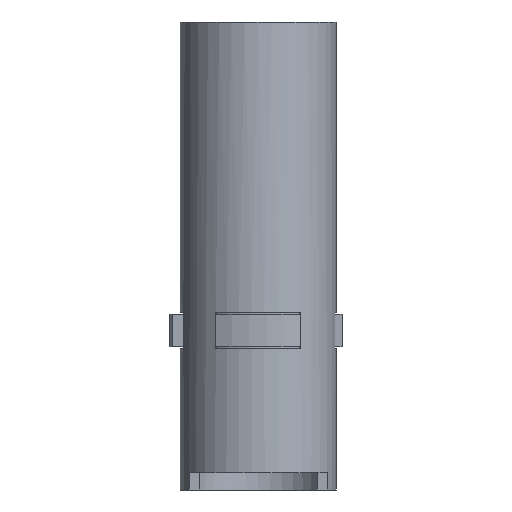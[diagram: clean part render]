
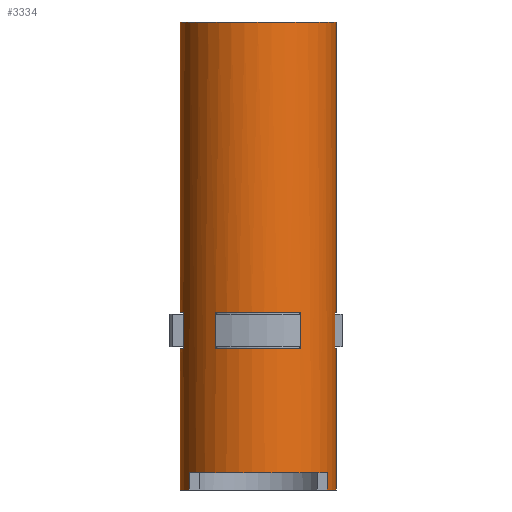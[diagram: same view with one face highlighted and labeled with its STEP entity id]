
A CAD part, front view. The second image highlights one B-rep face of the part: STEP entity #3334.
In plain terms, the highlighted cylindrical face has radius 4.5 mm (diameter 9 mm), a partial arc.
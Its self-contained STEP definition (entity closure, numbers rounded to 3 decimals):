
#65=FACE_BOUND('',#415,.T.);
#88=CYLINDRICAL_SURFACE('',#3600,4.5);
#119=CIRCLE('',#3564,4.5);
#122=CIRCLE('',#3568,4.5);
#123=CIRCLE('',#3570,4.5);
#132=CIRCLE('',#3582,4.5);
#133=CIRCLE('',#3584,4.5);
#134=CIRCLE('',#3587,4.5);
#135=CIRCLE('',#3589,4.5);
#136=CIRCLE('',#3592,4.5);
#137=CIRCLE('',#3595,4.5);
#138=CIRCLE('',#3598,4.5);
#216=FACE_OUTER_BOUND('',#414,.T.);
#414=EDGE_LOOP('',(#2424,#2425,#2426,#2427,#2428,#2429,#2430,#2431,#2432,
#2433,#2434,#2435,#2436,#2437,#2438,#2439));
#415=EDGE_LOOP('',(#2440,#2441,#2442,#2443));
#639=LINE('',#4889,#1041);
#641=LINE('',#4895,#1043);
#645=LINE('',#4904,#1047);
#651=LINE('',#4916,#1053);
#660=LINE('',#4959,#1062);
#664=LINE('',#4971,#1066);
#668=LINE('',#4982,#1070);
#670=LINE('',#4988,#1072);
#673=LINE('',#4995,#1075);
#675=LINE('',#5001,#1077);
#1041=VECTOR('',#3949,10.);
#1043=VECTOR('',#3953,10.);
#1047=VECTOR('',#3959,10.);
#1053=VECTOR('',#3967,10.);
#1062=VECTOR('',#4012,10.);
#1066=VECTOR('',#4026,10.);
#1070=VECTOR('',#4040,10.);
#1072=VECTOR('',#4048,10.);
#1075=VECTOR('',#4057,10.);
#1077=VECTOR('',#4065,10.);
#1437=VERTEX_POINT('',#4883);
#1439=VERTEX_POINT('',#4887);
#1440=VERTEX_POINT('',#4891);
#1442=VERTEX_POINT('',#4894);
#1444=VERTEX_POINT('',#4900);
#1446=VERTEX_POINT('',#4903);
#1449=VERTEX_POINT('',#4910);
#1451=VERTEX_POINT('',#4914);
#1452=VERTEX_POINT('',#4918);
#1455=VERTEX_POINT('',#4926);
#1466=VERTEX_POINT('',#4957);
#1467=VERTEX_POINT('',#4958);
#1468=VERTEX_POINT('',#4965);
#1469=VERTEX_POINT('',#4969);
#1470=VERTEX_POINT('',#4970);
#1471=VERTEX_POINT('',#4975);
#1472=VERTEX_POINT('',#4981);
#1473=VERTEX_POINT('',#4987);
#1474=VERTEX_POINT('',#4993);
#1475=VERTEX_POINT('',#4997);
#1771=EDGE_CURVE('',#1437,#1439,#639,.T.);
#1773=EDGE_CURVE('',#1442,#1440,#641,.T.);
#1777=EDGE_CURVE('',#1446,#1444,#645,.T.);
#1783=EDGE_CURVE('',#1449,#1451,#651,.T.);
#1784=EDGE_CURVE('',#1442,#1452,#119,.T.);
#1789=EDGE_CURVE('',#1455,#1439,#122,.T.);
#1790=EDGE_CURVE('',#1446,#1451,#123,.T.);
#1805=EDGE_CURVE('',#1466,#1467,#660,.T.);
#1808=EDGE_CURVE('',#1467,#1437,#132,.F.);
#1810=EDGE_CURVE('',#1440,#1468,#133,.F.);
#1811=EDGE_CURVE('',#1469,#1470,#664,.T.);
#1814=EDGE_CURVE('',#1470,#1471,#134,.F.);
#1816=EDGE_CURVE('',#1444,#1466,#135,.T.);
#1817=EDGE_CURVE('',#1468,#1472,#668,.T.);
#1819=EDGE_CURVE('',#1472,#1449,#136,.T.);
#1820=EDGE_CURVE('',#1471,#1473,#670,.T.);
#1822=EDGE_CURVE('',#1473,#1469,#137,.T.);
#1824=EDGE_CURVE('',#1455,#1474,#673,.T.);
#1826=EDGE_CURVE('',#1474,#1475,#138,.T.);
#1827=EDGE_CURVE('',#1475,#1452,#675,.T.);
#2424=ORIENTED_EDGE('',*,*,#1771,.T.);
#2425=ORIENTED_EDGE('',*,*,#1789,.F.);
#2426=ORIENTED_EDGE('',*,*,#1824,.T.);
#2427=ORIENTED_EDGE('',*,*,#1826,.T.);
#2428=ORIENTED_EDGE('',*,*,#1827,.T.);
#2429=ORIENTED_EDGE('',*,*,#1784,.F.);
#2430=ORIENTED_EDGE('',*,*,#1773,.T.);
#2431=ORIENTED_EDGE('',*,*,#1810,.T.);
#2432=ORIENTED_EDGE('',*,*,#1817,.T.);
#2433=ORIENTED_EDGE('',*,*,#1819,.T.);
#2434=ORIENTED_EDGE('',*,*,#1783,.T.);
#2435=ORIENTED_EDGE('',*,*,#1790,.F.);
#2436=ORIENTED_EDGE('',*,*,#1777,.T.);
#2437=ORIENTED_EDGE('',*,*,#1816,.T.);
#2438=ORIENTED_EDGE('',*,*,#1805,.T.);
#2439=ORIENTED_EDGE('',*,*,#1808,.T.);
#2440=ORIENTED_EDGE('',*,*,#1820,.T.);
#2441=ORIENTED_EDGE('',*,*,#1822,.T.);
#2442=ORIENTED_EDGE('',*,*,#1811,.T.);
#2443=ORIENTED_EDGE('',*,*,#1814,.T.);
#3334=ADVANCED_FACE('',(#216,#65),#88,.T.);
#3564=AXIS2_PLACEMENT_3D('',#4919,#3970,#3971);
#3568=AXIS2_PLACEMENT_3D('',#4928,#3980,#3981);
#3570=AXIS2_PLACEMENT_3D('',#4930,#3984,#3985);
#3582=AXIS2_PLACEMENT_3D('',#4963,#4017,#4018);
#3584=AXIS2_PLACEMENT_3D('',#4967,#4022,#4023);
#3587=AXIS2_PLACEMENT_3D('',#4976,#4031,#4032);
#3589=AXIS2_PLACEMENT_3D('',#4979,#4036,#4037);
#3592=AXIS2_PLACEMENT_3D('',#4985,#4044,#4045);
#3595=AXIS2_PLACEMENT_3D('',#4991,#4052,#4053);
#3598=AXIS2_PLACEMENT_3D('',#4999,#4061,#4062);
#3600=AXIS2_PLACEMENT_3D('',#5002,#4066,#4067);
#3949=DIRECTION('',(0.,0.,-1.));
#3953=DIRECTION('',(0.,0.,1.));
#3959=DIRECTION('',(0.,0.,-1.));
#3967=DIRECTION('',(0.,0.,1.));
#3970=DIRECTION('center_axis',(0.,0.,-1.));
#3971=DIRECTION('ref_axis',(1.,0.,0.));
#3980=DIRECTION('center_axis',(0.,0.,-1.));
#3981=DIRECTION('ref_axis',(1.,0.,0.));
#3984=DIRECTION('center_axis',(0.,0.,1.));
#3985=DIRECTION('ref_axis',(1.,0.,0.));
#4012=DIRECTION('',(0.,0.,-1.));
#4017=DIRECTION('center_axis',(0.,0.,1.));
#4018=DIRECTION('ref_axis',(1.,0.,0.));
#4022=DIRECTION('center_axis',(0.,0.,1.));
#4023=DIRECTION('ref_axis',(1.,0.,0.));
#4026=DIRECTION('',(0.,0.,-1.));
#4031=DIRECTION('center_axis',(0.,0.,1.));
#4032=DIRECTION('ref_axis',(1.,0.,0.));
#4036=DIRECTION('center_axis',(0.,0.,1.));
#4037=DIRECTION('ref_axis',(1.,0.,0.));
#4040=DIRECTION('',(0.,0.,1.));
#4044=DIRECTION('center_axis',(0.,0.,1.));
#4045=DIRECTION('ref_axis',(1.,0.,0.));
#4048=DIRECTION('',(0.,0.,1.));
#4052=DIRECTION('center_axis',(0.,0.,1.));
#4053=DIRECTION('ref_axis',(1.,0.,0.));
#4057=DIRECTION('',(0.,0.,1.));
#4061=DIRECTION('center_axis',(0.,0.,1.));
#4062=DIRECTION('ref_axis',(1.,0.,0.));
#4065=DIRECTION('',(0.,0.,-1.));
#4066=DIRECTION('center_axis',(0.,0.,1.));
#4067=DIRECTION('ref_axis',(1.,0.,0.));
#4883=CARTESIAN_POINT('',(-4.5,0.,1.45));
#4887=CARTESIAN_POINT('',(-4.5,0.,-6.7));
#4889=CARTESIAN_POINT('',(-4.5,0.,-6.7));
#4891=CARTESIAN_POINT('',(4.5,0.,1.45));
#4894=CARTESIAN_POINT('',(4.5,0.,-6.7));
#4895=CARTESIAN_POINT('',(4.5,0.,-6.7));
#4900=CARTESIAN_POINT('',(-4.5,0.,3.55));
#4903=CARTESIAN_POINT('',(-4.5,0.,20.3));
#4904=CARTESIAN_POINT('',(-4.5,0.,-6.7));
#4910=CARTESIAN_POINT('',(4.5,0.,3.55));
#4914=CARTESIAN_POINT('',(4.5,0.,20.3));
#4916=CARTESIAN_POINT('',(4.5,0.,-6.7));
#4918=CARTESIAN_POINT('',(3.98,-2.1,-6.7));
#4919=CARTESIAN_POINT('Origin',(0.,0.,-6.7));
#4926=CARTESIAN_POINT('',(-3.98,-2.1,-6.7));
#4928=CARTESIAN_POINT('Origin',(0.,0.,-6.7));
#4930=CARTESIAN_POINT('Origin',(0.,0.,20.3));
#4957=CARTESIAN_POINT('',(-4.308,-1.3,3.55));
#4958=CARTESIAN_POINT('',(-4.308,-1.3,1.45));
#4959=CARTESIAN_POINT('',(-4.308,-1.3,-6.7));
#4963=CARTESIAN_POINT('Origin',(0.,0.,1.45));
#4965=CARTESIAN_POINT('',(4.428,-0.8,1.45));
#4967=CARTESIAN_POINT('Origin',(0.,0.,1.45));
#4969=CARTESIAN_POINT('',(2.437,-3.783,3.55));
#4970=CARTESIAN_POINT('',(2.437,-3.783,1.45));
#4971=CARTESIAN_POINT('',(2.437,-3.783,-6.7));
#4975=CARTESIAN_POINT('',(-2.437,-3.783,1.45));
#4976=CARTESIAN_POINT('Origin',(0.,0.,1.45));
#4979=CARTESIAN_POINT('Origin',(0.,0.,3.55));
#4981=CARTESIAN_POINT('',(4.428,-0.8,3.55));
#4982=CARTESIAN_POINT('',(4.428,-0.8,-6.7));
#4985=CARTESIAN_POINT('Origin',(0.,0.,3.55));
#4987=CARTESIAN_POINT('',(-2.437,-3.783,3.55));
#4988=CARTESIAN_POINT('',(-2.437,-3.783,-6.7));
#4991=CARTESIAN_POINT('Origin',(0.,0.,3.55));
#4993=CARTESIAN_POINT('',(-3.98,-2.1,-5.7));
#4995=CARTESIAN_POINT('',(-3.98,-2.1,-6.7));
#4997=CARTESIAN_POINT('',(3.98,-2.1,-5.7));
#4999=CARTESIAN_POINT('Origin',(0.,0.,-5.7));
#5001=CARTESIAN_POINT('',(3.98,-2.1,-6.7));
#5002=CARTESIAN_POINT('Origin',(0.,0.,-6.7));
